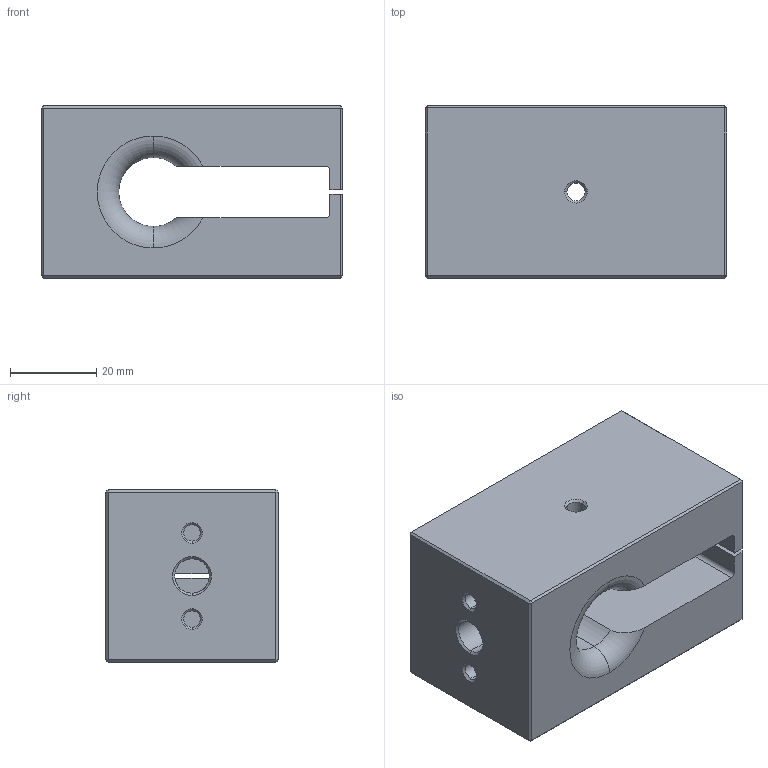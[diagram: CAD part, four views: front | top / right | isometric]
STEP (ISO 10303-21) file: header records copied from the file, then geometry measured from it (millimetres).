
FILE_DESCRIPTION (( 'STEP AP203' ), '1' );
FILE_NAME ('Loadcell - Removable 8mm Endoscope.STEP', '2020-02-02T10:26:37', ( '' ), ( '' ), 'SwSTEP 2.0', 'SolidWorks 2018', '' );
FILE_SCHEMA (( 'CONFIG_CONTROL_DESIGN' ));
Length unit declared in the file: millimetre
Products named in the file (1): Loadcell - Removable 8mm Endoscope
Bounding box: 70 x 40 x 40 mm (x, y, z)
Volume: 85060.3 mm3; surface area: 18782.4 mm2
Topology: 1 solids, 1 shells, 84 faces, 196 edges, 118 vertices
Faces by surface type: plane 51, cylinder 15, cone 10, torus 6, bspline 2
Entity records: 3214 total; most frequent: CARTESIAN_POINT 1206, DIRECTION 402, ORIENTED_EDGE 392, EDGE_CURVE 196, VECTOR 136, LINE 136, AXIS2_PLACEMENT_3D 133, VERTEX_POINT 118
